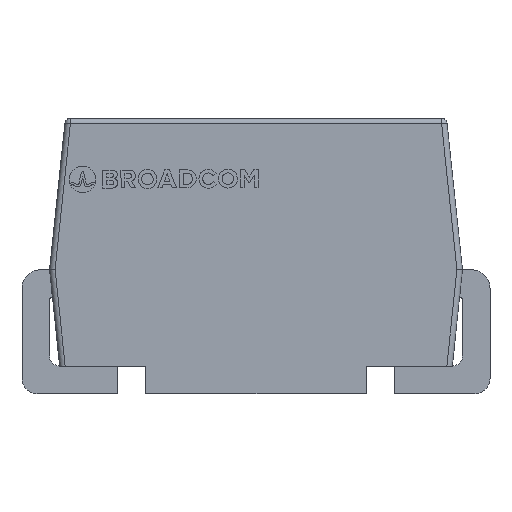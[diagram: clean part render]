
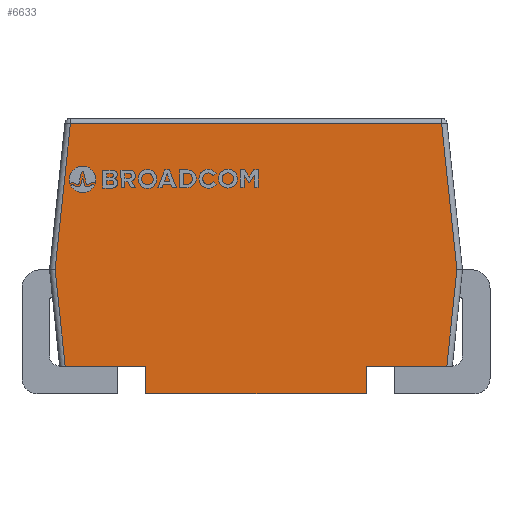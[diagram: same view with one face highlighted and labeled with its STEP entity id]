
A CAD part, front view. The second image highlights one B-rep face of the part: STEP entity #6633.
In plain terms, the highlighted planar face has unit normal (0, -1, 0).
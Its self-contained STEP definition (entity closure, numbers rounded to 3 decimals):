
#274=PLANE('',#7294);
#673=FACE_OUTER_BOUND('',#1055,.T.);
#1055=EDGE_LOOP('',(#4384,#4385,#4386,#4387,#4388,#4389,#4390,#4391,#4392,
#4393));
#1506=LINE('',#9507,#2135);
#1515=LINE('',#9546,#2144);
#1517=LINE('',#9549,#2146);
#1520=LINE('',#9555,#2149);
#1525=LINE('',#9567,#2154);
#1535=LINE('',#9594,#2164);
#1536=LINE('',#9596,#2165);
#1537=LINE('',#9598,#2166);
#1538=LINE('',#9600,#2167);
#1539=LINE('',#9601,#2168);
#2135=VECTOR('',#7819,10.);
#2144=VECTOR('',#7866,10.);
#2146=VECTOR('',#7870,10.);
#2149=VECTOR('',#7875,10.);
#2154=VECTOR('',#7890,10.);
#2164=VECTOR('',#7920,10.);
#2165=VECTOR('',#7921,10.);
#2166=VECTOR('',#7922,10.);
#2167=VECTOR('',#7923,10.);
#2168=VECTOR('',#7924,10.);
#2774=VERTEX_POINT('',#9504);
#2775=VERTEX_POINT('',#9506);
#2777=VERTEX_POINT('',#9511);
#2785=VERTEX_POINT('',#9537);
#2788=VERTEX_POINT('',#9554);
#2790=VERTEX_POINT('',#9566);
#2797=VERTEX_POINT('',#9593);
#2798=VERTEX_POINT('',#9595);
#2799=VERTEX_POINT('',#9597);
#2800=VERTEX_POINT('',#9599);
#3383=EDGE_CURVE('',#2774,#2775,#1506,.T.);
#3403=EDGE_CURVE('',#2775,#2785,#1515,.T.);
#3405=EDGE_CURVE('',#2785,#2777,#1517,.T.);
#3408=EDGE_CURVE('',#2777,#2788,#1520,.T.);
#3415=EDGE_CURVE('',#2788,#2790,#1525,.T.);
#3429=EDGE_CURVE('',#2774,#2797,#1535,.T.);
#3430=EDGE_CURVE('',#2797,#2798,#1536,.T.);
#3431=EDGE_CURVE('',#2798,#2799,#1537,.T.);
#3432=EDGE_CURVE('',#2799,#2800,#1538,.T.);
#3433=EDGE_CURVE('',#2800,#2790,#1539,.T.);
#4384=ORIENTED_EDGE('',*,*,#3415,.F.);
#4385=ORIENTED_EDGE('',*,*,#3408,.F.);
#4386=ORIENTED_EDGE('',*,*,#3405,.F.);
#4387=ORIENTED_EDGE('',*,*,#3403,.F.);
#4388=ORIENTED_EDGE('',*,*,#3383,.F.);
#4389=ORIENTED_EDGE('',*,*,#3429,.T.);
#4390=ORIENTED_EDGE('',*,*,#3430,.T.);
#4391=ORIENTED_EDGE('',*,*,#3431,.T.);
#4392=ORIENTED_EDGE('',*,*,#3432,.T.);
#4393=ORIENTED_EDGE('',*,*,#3433,.T.);
#6633=ADVANCED_FACE('',(#673),#274,.T.);
#7294=AXIS2_PLACEMENT_3D('',#9592,#7918,#7919);
#7819=DIRECTION('',(-0.105,0.,0.995));
#7866=DIRECTION('',(0.105,0.,0.995));
#7870=DIRECTION('',(1.,0.,0.));
#7875=DIRECTION('',(0.105,0.,-0.995));
#7890=DIRECTION('',(-0.105,0.,-0.995));
#7918=DIRECTION('center_axis',(0.,-1.,0.));
#7919=DIRECTION('ref_axis',(0.,0.,-1.));
#7920=DIRECTION('',(1.,0.,0.));
#7921=DIRECTION('',(0.,0.,-1.));
#7922=DIRECTION('',(1.,0.,0.));
#7923=DIRECTION('',(0.,0.,1.));
#7924=DIRECTION('',(1.,0.,0.));
#9504=CARTESIAN_POINT('',(-1.386,-1.4,0.2));
#9506=CARTESIAN_POINT('',(-1.46,-1.4,0.9));
#9507=CARTESIAN_POINT('',(-1.457,-1.4,0.876));
#9511=CARTESIAN_POINT('',(1.348,-1.4,1.96));
#9537=CARTESIAN_POINT('',(-1.348,-1.4,1.96));
#9546=CARTESIAN_POINT('',(-1.447,-1.4,1.023));
#9549=CARTESIAN_POINT('',(-0.692,-1.4,1.96));
#9554=CARTESIAN_POINT('',(1.46,-1.4,0.9));
#9555=CARTESIAN_POINT('',(1.389,-1.4,1.573));
#9566=CARTESIAN_POINT('',(1.386,-1.4,0.2));
#9567=CARTESIAN_POINT('',(1.42,-1.4,0.526));
#9592=CARTESIAN_POINT('Origin',(0.,-1.4,1.));
#9593=CARTESIAN_POINT('',(-0.8,-1.4,0.2));
#9594=CARTESIAN_POINT('',(-0.713,-1.4,0.2));
#9595=CARTESIAN_POINT('',(-0.8,-1.4,0.));
#9596=CARTESIAN_POINT('',(-0.8,-1.4,0.6));
#9597=CARTESIAN_POINT('',(0.8,-1.4,0.));
#9598=CARTESIAN_POINT('',(1.5,-1.4,0.));
#9599=CARTESIAN_POINT('',(0.8,-1.4,0.2));
#9600=CARTESIAN_POINT('',(0.8,-1.4,0.5));
#9601=CARTESIAN_POINT('',(0.4,-1.4,0.2));
